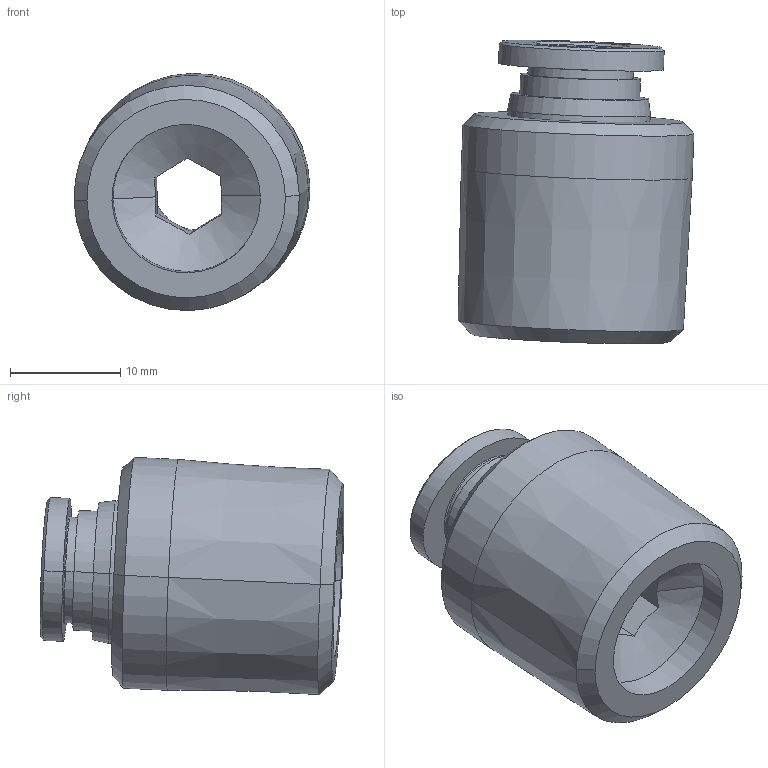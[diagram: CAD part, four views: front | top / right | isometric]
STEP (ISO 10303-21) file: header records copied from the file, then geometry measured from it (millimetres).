
FILE_DESCRIPTION (( 'STEP AP214' ), '1' );
FILE_NAME ('POC08-04.stp', '2015-10-21T07:01:44', ( '' ), ( '' ), 'SwSTEP 2.0', 'SolidWorks 2015', '' );
FILE_SCHEMA (( 'AUTOMOTIVE_DESIGN' ));
Length unit declared in the file: millimetre
Products named in the file (2): ｦ+ﾃｦ1; POC08-04
Assembly tree (1 placements, depth 2):
  POC08-04
    ｦ+ﾃｦ1
Bounding box: 21.43 x 27.61 x 21.55 mm (x, y, z)
Volume: 5904.5 mm3; surface area: 2914.2 mm2
Topology: 1 solids, 1 shells, 409 faces, 1144 edges, 758 vertices
Faces by surface type: plane 346, bspline 30, cylinder 19, cone 14
Entity records: 14156 total; most frequent: CARTESIAN_POINT 3520, ORIENTED_EDGE 2288, DIRECTION 1878, EDGE_CURVE 1144, LINE 1012, VECTOR 1012, VERTEX_POINT 758, AXIS2_PLACEMENT_3D 433
